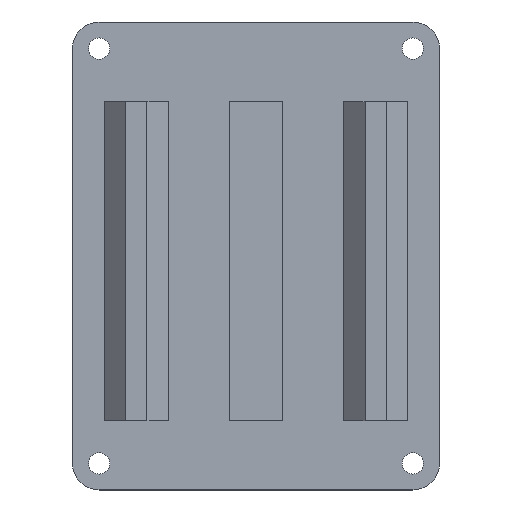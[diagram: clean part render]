
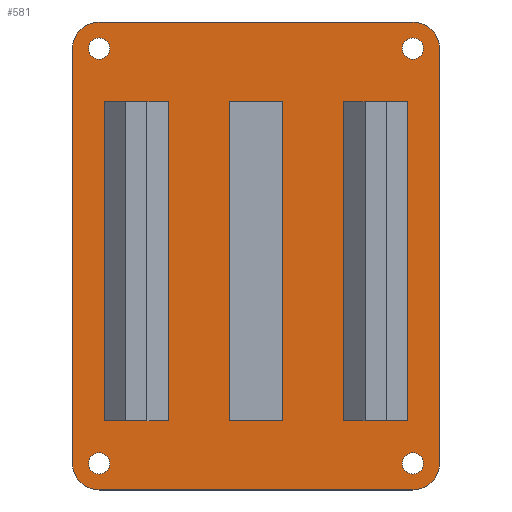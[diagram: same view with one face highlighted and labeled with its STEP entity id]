
A CAD part, top view. The second image highlights one B-rep face of the part: STEP entity #581.
In plain terms, the highlighted planar face has unit normal (0, 0, 1).
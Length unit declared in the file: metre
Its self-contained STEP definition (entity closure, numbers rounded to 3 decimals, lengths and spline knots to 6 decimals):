
#20=LINE('',#850,#84);
#21=LINE('',#853,#85);
#22=LINE('',#855,#86);
#23=LINE('',#857,#87);
#24=LINE('',#858,#88);
#25=LINE('',#863,#89);
#26=LINE('',#867,#90);
#27=LINE('',#871,#91);
#28=LINE('',#874,#92);
#29=LINE('',#877,#93);
#30=LINE('',#879,#94);
#31=LINE('',#881,#95);
#32=LINE('',#882,#96);
#33=LINE('',#885,#97);
#34=LINE('',#887,#98);
#35=LINE('',#889,#99);
#84=VECTOR('',#688,1.);
#85=VECTOR('',#689,1.);
#86=VECTOR('',#690,1.);
#87=VECTOR('',#691,1.);
#88=VECTOR('',#692,1.);
#89=VECTOR('',#695,1.);
#90=VECTOR('',#698,1.);
#91=VECTOR('',#701,1.);
#92=VECTOR('',#704,1.);
#93=VECTOR('',#705,1.);
#94=VECTOR('',#706,1.);
#95=VECTOR('',#707,1.);
#96=VECTOR('',#708,1.);
#97=VECTOR('',#709,1.);
#98=VECTOR('',#710,1.);
#99=VECTOR('',#711,1.);
#148=ORIENTED_EDGE('',*,*,#308,.F.);
#149=ORIENTED_EDGE('',*,*,#309,.F.);
#150=ORIENTED_EDGE('',*,*,#310,.F.);
#151=ORIENTED_EDGE('',*,*,#311,.F.);
#152=ORIENTED_EDGE('',*,*,#312,.F.);
#153=ORIENTED_EDGE('',*,*,#313,.F.);
#154=ORIENTED_EDGE('',*,*,#314,.T.);
#155=ORIENTED_EDGE('',*,*,#315,.T.);
#156=ORIENTED_EDGE('',*,*,#316,.F.);
#157=ORIENTED_EDGE('',*,*,#317,.T.);
#158=ORIENTED_EDGE('',*,*,#318,.F.);
#159=ORIENTED_EDGE('',*,*,#319,.T.);
#160=ORIENTED_EDGE('',*,*,#320,.T.);
#161=ORIENTED_EDGE('',*,*,#321,.T.);
#162=ORIENTED_EDGE('',*,*,#322,.T.);
#163=ORIENTED_EDGE('',*,*,#323,.T.);
#164=ORIENTED_EDGE('',*,*,#324,.T.);
#165=ORIENTED_EDGE('',*,*,#325,.T.);
#166=ORIENTED_EDGE('',*,*,#326,.F.);
#167=ORIENTED_EDGE('',*,*,#327,.F.);
#168=ORIENTED_EDGE('',*,*,#328,.T.);
#169=ORIENTED_EDGE('',*,*,#329,.T.);
#170=ORIENTED_EDGE('',*,*,#330,.F.);
#171=ORIENTED_EDGE('',*,*,#331,.F.);
#308=EDGE_CURVE('',#388,#388,#444,.T.);
#309=EDGE_CURVE('',#389,#389,#445,.T.);
#310=EDGE_CURVE('',#390,#390,#446,.T.);
#311=EDGE_CURVE('',#391,#391,#447,.T.);
#312=EDGE_CURVE('',#392,#393,#20,.T.);
#313=EDGE_CURVE('',#394,#392,#21,.T.);
#314=EDGE_CURVE('',#394,#395,#22,.T.);
#315=EDGE_CURVE('',#395,#393,#23,.T.);
#316=EDGE_CURVE('',#396,#397,#24,.T.);
#317=EDGE_CURVE('',#396,#398,#448,.T.);
#318=EDGE_CURVE('',#399,#398,#25,.T.);
#319=EDGE_CURVE('',#399,#400,#449,.T.);
#320=EDGE_CURVE('',#400,#401,#26,.T.);
#321=EDGE_CURVE('',#401,#402,#450,.T.);
#322=EDGE_CURVE('',#402,#403,#27,.T.);
#323=EDGE_CURVE('',#403,#397,#451,.T.);
#324=EDGE_CURVE('',#404,#405,#28,.T.);
#325=EDGE_CURVE('',#405,#406,#29,.T.);
#326=EDGE_CURVE('',#407,#406,#30,.T.);
#327=EDGE_CURVE('',#404,#407,#31,.T.);
#328=EDGE_CURVE('',#408,#409,#32,.T.);
#329=EDGE_CURVE('',#409,#410,#33,.T.);
#330=EDGE_CURVE('',#411,#410,#34,.T.);
#331=EDGE_CURVE('',#408,#411,#35,.T.);
#388=VERTEX_POINT('',#843);
#389=VERTEX_POINT('',#845);
#390=VERTEX_POINT('',#847);
#391=VERTEX_POINT('',#849);
#392=VERTEX_POINT('',#851);
#393=VERTEX_POINT('',#852);
#394=VERTEX_POINT('',#854);
#395=VERTEX_POINT('',#856);
#396=VERTEX_POINT('',#859);
#397=VERTEX_POINT('',#860);
#398=VERTEX_POINT('',#862);
#399=VERTEX_POINT('',#864);
#400=VERTEX_POINT('',#866);
#401=VERTEX_POINT('',#868);
#402=VERTEX_POINT('',#870);
#403=VERTEX_POINT('',#872);
#404=VERTEX_POINT('',#875);
#405=VERTEX_POINT('',#876);
#406=VERTEX_POINT('',#878);
#407=VERTEX_POINT('',#880);
#408=VERTEX_POINT('',#883);
#409=VERTEX_POINT('',#884);
#410=VERTEX_POINT('',#886);
#411=VERTEX_POINT('',#888);
#444=CIRCLE('',#628,0.002);
#445=CIRCLE('',#629,0.002);
#446=CIRCLE('',#630,0.002);
#447=CIRCLE('',#631,0.002);
#448=CIRCLE('',#632,0.005);
#449=CIRCLE('',#633,0.005);
#450=CIRCLE('',#634,0.005);
#451=CIRCLE('',#635,0.005);
#460=EDGE_LOOP('',(#148));
#461=EDGE_LOOP('',(#149));
#462=EDGE_LOOP('',(#150));
#463=EDGE_LOOP('',(#151));
#464=EDGE_LOOP('',(#152,#153,#154,#155));
#465=EDGE_LOOP('',(#156,#157,#158,#159,#160,#161,#162,#163));
#466=EDGE_LOOP('',(#164,#165,#166,#167));
#467=EDGE_LOOP('',(#168,#169,#170,#171));
#508=FACE_BOUND('',#460,.T.);
#509=FACE_BOUND('',#461,.T.);
#510=FACE_BOUND('',#462,.T.);
#511=FACE_BOUND('',#463,.T.);
#512=FACE_BOUND('',#464,.T.);
#513=FACE_BOUND('',#465,.T.);
#514=FACE_BOUND('',#466,.T.);
#515=FACE_BOUND('',#467,.T.);
#556=PLANE('',#627);
#581=ADVANCED_FACE('',(#508,#509,#510,#511,#512,#513,#514,#515),#556,.T.);
#627=AXIS2_PLACEMENT_3D('',#841,#678,#679);
#628=AXIS2_PLACEMENT_3D('',#842,#680,#681);
#629=AXIS2_PLACEMENT_3D('',#844,#682,#683);
#630=AXIS2_PLACEMENT_3D('',#846,#684,#685);
#631=AXIS2_PLACEMENT_3D('',#848,#686,#687);
#632=AXIS2_PLACEMENT_3D('',#861,#693,#694);
#633=AXIS2_PLACEMENT_3D('',#865,#696,#697);
#634=AXIS2_PLACEMENT_3D('',#869,#699,#700);
#635=AXIS2_PLACEMENT_3D('',#873,#702,#703);
#678=DIRECTION('',(0.,0.,1.));
#679=DIRECTION('',(1.,0.,0.));
#680=DIRECTION('',(0.,0.,1.));
#681=DIRECTION('',(1.,0.,0.));
#682=DIRECTION('',(0.,0.,1.));
#683=DIRECTION('',(1.,0.,0.));
#684=DIRECTION('',(0.,0.,1.));
#685=DIRECTION('',(1.,0.,0.));
#686=DIRECTION('',(0.,0.,1.));
#687=DIRECTION('',(1.,0.,0.));
#688=DIRECTION('',(-1.,0.,0.));
#689=DIRECTION('',(0.,1.,0.));
#690=DIRECTION('',(-1.,0.,0.));
#691=DIRECTION('',(0.,1.,0.));
#692=DIRECTION('',(-1.,0.,0.));
#693=DIRECTION('',(0.,0.,1.));
#694=DIRECTION('',(1.,0.,0.));
#695=DIRECTION('',(0.,-1.,0.));
#696=DIRECTION('',(0.,0.,1.));
#697=DIRECTION('',(1.,0.,0.));
#698=DIRECTION('',(-1.,0.,0.));
#699=DIRECTION('',(0.,0.,1.));
#700=DIRECTION('',(1.,0.,0.));
#701=DIRECTION('',(0.,-1.,0.));
#702=DIRECTION('',(0.,0.,1.));
#703=DIRECTION('',(1.,0.,0.));
#704=DIRECTION('',(0.,1.,0.));
#705=DIRECTION('',(1.,0.,0.));
#706=DIRECTION('',(0.,1.,0.));
#707=DIRECTION('',(1.,0.,0.));
#708=DIRECTION('',(0.,1.,0.));
#709=DIRECTION('',(1.,0.,0.));
#710=DIRECTION('',(0.,1.,0.));
#711=DIRECTION('',(1.,0.,0.));
#841=CARTESIAN_POINT('',(0.,0.,0.002));
#842=CARTESIAN_POINT('',(0.0295,0.039,0.002));
#843=CARTESIAN_POINT('',(0.0315,0.039,0.002));
#844=CARTESIAN_POINT('',(-0.0295,-0.039,0.002));
#845=CARTESIAN_POINT('',(-0.0275,-0.039,0.002));
#846=CARTESIAN_POINT('',(0.0295,-0.039,0.002));
#847=CARTESIAN_POINT('',(0.0315,-0.039,0.002));
#848=CARTESIAN_POINT('',(-0.0295,0.039,0.002));
#849=CARTESIAN_POINT('',(-0.0275,0.039,0.002));
#850=CARTESIAN_POINT('',(0.0225,0.029,0.002));
#851=CARTESIAN_POINT('',(0.0285,0.029,0.002));
#852=CARTESIAN_POINT('',(0.0165,0.029,0.002));
#853=CARTESIAN_POINT('',(0.0285,-0.031,0.002));
#854=CARTESIAN_POINT('',(0.0285,-0.031,0.002));
#855=CARTESIAN_POINT('',(0.0225,-0.031,0.002));
#856=CARTESIAN_POINT('',(0.0165,-0.031,0.002));
#857=CARTESIAN_POINT('',(0.0165,-0.031,0.002));
#858=CARTESIAN_POINT('',(0.,-0.044,0.002));
#859=CARTESIAN_POINT('',(0.0295,-0.044,0.002));
#860=CARTESIAN_POINT('',(-0.0295,-0.044,0.002));
#861=CARTESIAN_POINT('',(0.0295,-0.039,0.002));
#862=CARTESIAN_POINT('',(0.0345,-0.039,0.002));
#863=CARTESIAN_POINT('',(0.0345,0.,0.002));
#864=CARTESIAN_POINT('',(0.0345,0.039,0.002));
#865=CARTESIAN_POINT('',(0.0295,0.039,0.002));
#866=CARTESIAN_POINT('',(0.0295,0.044,0.002));
#867=CARTESIAN_POINT('',(0.,0.044,0.002));
#868=CARTESIAN_POINT('',(-0.0295,0.044,0.002));
#869=CARTESIAN_POINT('',(-0.0295,0.039,0.002));
#870=CARTESIAN_POINT('',(-0.0345,0.039,0.002));
#871=CARTESIAN_POINT('',(-0.0345,0.,0.002));
#872=CARTESIAN_POINT('',(-0.0345,-0.039,0.002));
#873=CARTESIAN_POINT('',(-0.0295,-0.039,0.002));
#874=CARTESIAN_POINT('',(-0.005,-0.031,0.002));
#875=CARTESIAN_POINT('',(-0.005,-0.031,0.002));
#876=CARTESIAN_POINT('',(-0.005,0.029,0.002));
#877=CARTESIAN_POINT('',(0.,0.029,0.002));
#878=CARTESIAN_POINT('',(0.005,0.029,0.002));
#879=CARTESIAN_POINT('',(0.005,-0.031,0.002));
#880=CARTESIAN_POINT('',(0.005,-0.031,0.002));
#881=CARTESIAN_POINT('',(0.,-0.031,0.002));
#882=CARTESIAN_POINT('',(-0.0285,-0.031,0.002));
#883=CARTESIAN_POINT('',(-0.0285,-0.031,0.002));
#884=CARTESIAN_POINT('',(-0.0285,0.029,0.002));
#885=CARTESIAN_POINT('',(-0.0225,0.029,0.002));
#886=CARTESIAN_POINT('',(-0.0165,0.029,0.002));
#887=CARTESIAN_POINT('',(-0.0165,-0.031,0.002));
#888=CARTESIAN_POINT('',(-0.0165,-0.031,0.002));
#889=CARTESIAN_POINT('',(-0.0225,-0.031,0.002));
